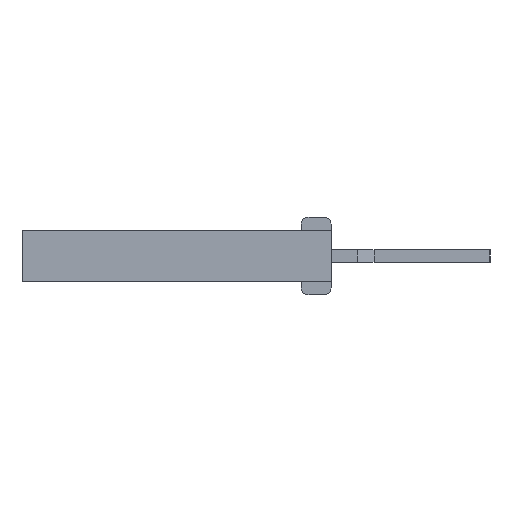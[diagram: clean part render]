
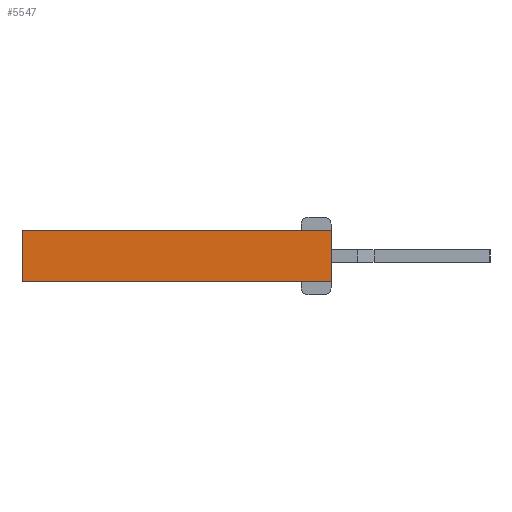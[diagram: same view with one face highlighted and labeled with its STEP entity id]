
A CAD part, left-side view. The second image highlights one B-rep face of the part: STEP entity #5547.
In plain terms, the highlighted planar face has unit normal (-1, 0, 0).
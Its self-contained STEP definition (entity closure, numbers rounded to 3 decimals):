
#17=DIRECTION('',(0.,-1.,0.));
#18=VECTOR('',#17,9.14);
#19=CARTESIAN_POINT('',(-19.175,9.14,0.));
#20=LINE('',#19,#18);
#425=DIRECTION('',(0.,0.,1.));
#426=VECTOR('',#425,1.52);
#427=CARTESIAN_POINT('',(-19.175,0.,0.));
#428=LINE('',#427,#426);
#1385=DIRECTION('',(0.,-1.,0.));
#1386=VECTOR('',#1385,9.14);
#1387=CARTESIAN_POINT('',(-19.175,9.14,1.52));
#1388=LINE('',#1387,#1386);
#2021=DIRECTION('',(0.,0.,1.));
#2022=VECTOR('',#2021,1.52);
#2023=CARTESIAN_POINT('',(-19.175,9.14,0.));
#2024=LINE('',#2023,#2022);
#2037=CARTESIAN_POINT('',(-19.175,9.14,0.));
#2038=VERTEX_POINT('',#2037);
#2039=CARTESIAN_POINT('',(-19.175,0.,0.));
#2040=VERTEX_POINT('',#2039);
#2045=CARTESIAN_POINT('',(-19.175,9.14,1.52));
#2046=VERTEX_POINT('',#2045);
#2047=CARTESIAN_POINT('',(-19.175,0.,1.52));
#2048=VERTEX_POINT('',#2047);
#5535=CARTESIAN_POINT('',(-19.175,9.14,0.));
#5536=DIRECTION('',(-1.,0.,0.));
#5537=DIRECTION('',(0.,-1.,0.));
#5538=AXIS2_PLACEMENT_3D('',#5535,#5536,#5537);
#5539=PLANE('',#5538);
#5540=ORIENTED_EDGE('',*,*,#2702,.F.);
#5542=ORIENTED_EDGE('',*,*,#5541,.T.);
#5543=ORIENTED_EDGE('',*,*,#4391,.T.);
#5544=ORIENTED_EDGE('',*,*,#2946,.F.);
#5545=EDGE_LOOP('',(#5540,#5542,#5543,#5544));
#5546=FACE_OUTER_BOUND('',#5545,.F.);
#2702=EDGE_CURVE('',#2038,#2040,#20,.T.);
#2946=EDGE_CURVE('',#2040,#2048,#428,.T.);
#4391=EDGE_CURVE('',#2046,#2048,#1388,.T.);
#5541=EDGE_CURVE('',#2038,#2046,#2024,.T.);
#5547=ADVANCED_FACE('',(#5546),#5539,.T.);
